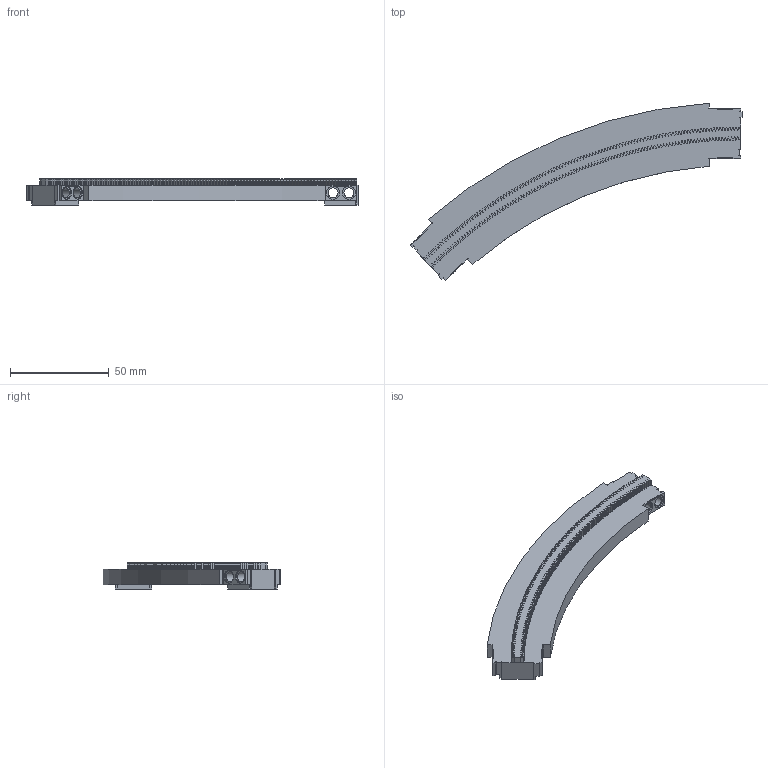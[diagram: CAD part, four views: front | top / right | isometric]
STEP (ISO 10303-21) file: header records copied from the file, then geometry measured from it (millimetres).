
FILE_DESCRIPTION(('Open CASCADE Model'),'2;1');
FILE_NAME('Open CASCADE Shape Model','2024-11-24T19:41:17',('Author'),( 'Open CASCADE'),'Open CASCADE STEP processor 7.7','Open CASCADE 7.7' ,'Unknown');
FILE_SCHEMA(('AUTOMOTIVE_DESIGN { 1 0 10303 214 1 1 1 1 }'));
Length unit declared in the file: millimetre
Products named in the file (1): Open CASCADE STEP translator 7.7 25
Bounding box: 167.83 x 89.81 x 13.2 mm (x, y, z)
Volume: 42545.1 mm3; surface area: 19054.4 mm2
Topology: 1 solids, 1 shells, 1278 faces, 3788 edges, 2524 vertices
Faces by surface type: plane 1028, cylinder 250
Full cylindrical faces by diameter (mm): 5 x8, 6.6 x8
Entity records: 92326 total; most frequent: CARTESIAN_POINT 16607, DIRECTION 14182, LINE 10364, VECTOR 10364, ORIENTED_EDGE 7576, PCURVE 7576, DEFINITIONAL_REPRESENTATION 7576, EDGE_CURVE 3788
